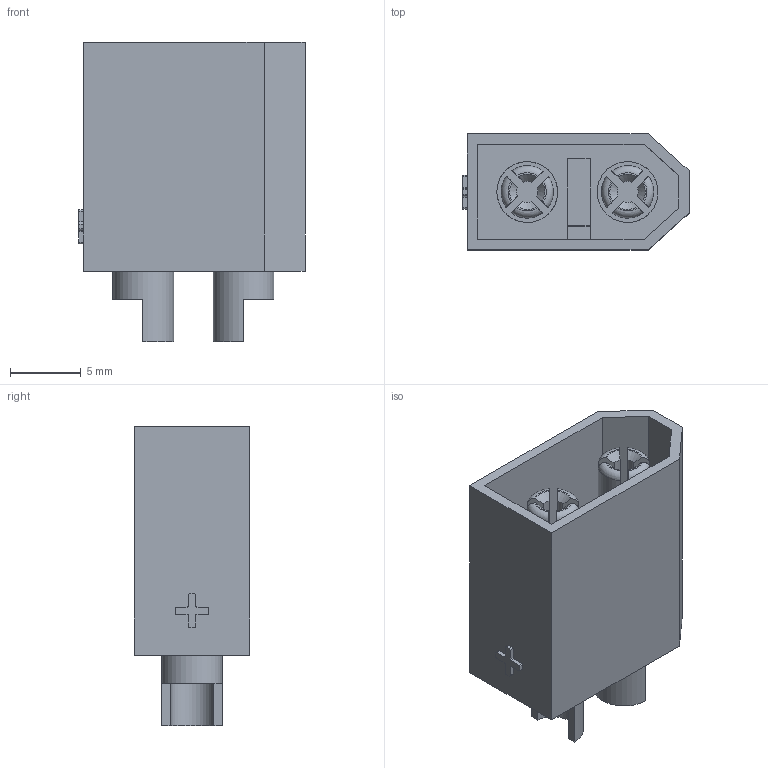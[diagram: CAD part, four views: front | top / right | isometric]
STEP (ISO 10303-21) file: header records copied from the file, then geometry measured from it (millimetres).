
FILE_DESCRIPTION(/* description */ ('Unknown'),/* implementation_level */ '2;1');
FILE_NAME(/* name */ 'FIT0587',/* time_stamp */ '2023-09-14T09:11:39+02:00',/* author */ ('Unknown'),/* organization */ ('Unknown'),/* preprocessor_version */ 'ST-DEVELOPER v18.102',/* originating_system */ 'Solid Edge',/* authorisation */ 'Unknown');
FILE_SCHEMA (('AUTOMOTIVE_DESIGN {1 0 10303 214 3 1 1}'));
Length unit declared in the file: millimetre
Products named in the file (3): FIT0587; PinoXT-60_Macho; XT-60_Macho
Assembly tree (3 placements, depth 2):
  FIT0587
    PinoXT-60_Macho  x2
    XT-60_Macho
Bounding box: 16 x 8.2 x 21.2 mm (x, y, z)
Volume: 1152.5 mm3; surface area: 2341.9 mm2
Topology: 3 solids, 3 shells, 253 faces, 699 edges, 466 vertices
Faces by surface type: plane 161, cylinder 54, bspline 20, cone 10, torus 8
Full cylindrical faces by diameter (mm): 3.1 x2, 4.3 x4, 6 x2
Entity records: 8700 total; most frequent: CARTESIAN_POINT 1939, ORIENTED_EDGE 1190, DIRECTION 1013, EDGE_CURVE 595, LINE 411, VECTOR 411, VERTEX_POINT 401, AXIS2_PLACEMENT_3D 301
